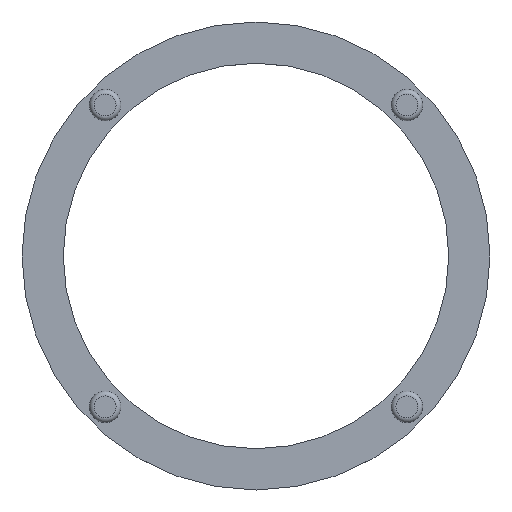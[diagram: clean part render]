
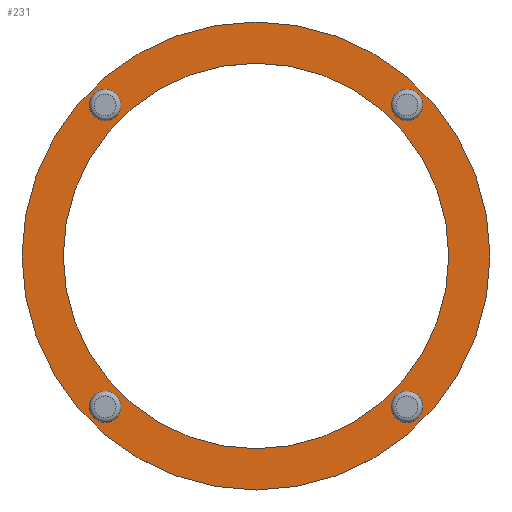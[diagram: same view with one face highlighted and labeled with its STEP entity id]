
A CAD part, top view. The second image highlights one B-rep face of the part: STEP entity #231.
In plain terms, the highlighted planar face has unit normal (0, 0, 1).
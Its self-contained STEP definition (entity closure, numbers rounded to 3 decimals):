
#16=FACE_BOUND('',#78,.T.);
#17=FACE_BOUND('',#79,.T.);
#18=FACE_BOUND('',#80,.T.);
#19=FACE_BOUND('',#81,.T.);
#20=FACE_BOUND('',#82,.T.);
#26=PLANE('',#284);
#60=FACE_OUTER_BOUND('',#77,.T.);
#77=EDGE_LOOP('',(#206));
#78=EDGE_LOOP('',(#207));
#79=EDGE_LOOP('',(#208));
#80=EDGE_LOOP('',(#209));
#81=EDGE_LOOP('',(#210));
#82=EDGE_LOOP('',(#211));
#86=CIRCLE('',#251,3.25);
#91=CIRCLE('',#259,3.25);
#96=CIRCLE('',#267,3.25);
#101=CIRCLE('',#275,3.25);
#103=CIRCLE('',#279,39.75);
#105=CIRCLE('',#282,48.25);
#108=VERTEX_POINT('',#379);
#112=VERTEX_POINT('',#392);
#116=VERTEX_POINT('',#405);
#120=VERTEX_POINT('',#418);
#122=VERTEX_POINT('',#425);
#124=VERTEX_POINT('',#431);
#129=EDGE_CURVE('',#108,#108,#86,.T.);
#135=EDGE_CURVE('',#112,#112,#91,.T.);
#141=EDGE_CURVE('',#116,#116,#96,.T.);
#147=EDGE_CURVE('',#120,#120,#101,.T.);
#150=EDGE_CURVE('',#122,#122,#103,.T.);
#153=EDGE_CURVE('',#124,#124,#105,.T.);
#206=ORIENTED_EDGE('',*,*,#153,.T.);
#207=ORIENTED_EDGE('',*,*,#129,.T.);
#208=ORIENTED_EDGE('',*,*,#147,.T.);
#209=ORIENTED_EDGE('',*,*,#135,.T.);
#210=ORIENTED_EDGE('',*,*,#141,.T.);
#211=ORIENTED_EDGE('',*,*,#150,.T.);
#231=ADVANCED_FACE('',(#60,#16,#17,#18,#19,#20),#26,.F.);
#251=AXIS2_PLACEMENT_3D('',#381,#298,#299);
#259=AXIS2_PLACEMENT_3D('',#394,#315,#316);
#267=AXIS2_PLACEMENT_3D('',#407,#332,#333);
#275=AXIS2_PLACEMENT_3D('',#420,#349,#350);
#279=AXIS2_PLACEMENT_3D('',#427,#358,#359);
#282=AXIS2_PLACEMENT_3D('',#433,#365,#366);
#284=AXIS2_PLACEMENT_3D('',#435,#369,#370);
#298=DIRECTION('center_axis',(0.,0.,-1.));
#299=DIRECTION('ref_axis',(1.,0.,0.));
#315=DIRECTION('center_axis',(0.,0.,-1.));
#316=DIRECTION('ref_axis',(0.,1.,0.));
#332=DIRECTION('center_axis',(0.,0.,-1.));
#333=DIRECTION('ref_axis',(0.,-1.,0.));
#349=DIRECTION('center_axis',(0.,0.,-1.));
#350=DIRECTION('ref_axis',(-1.,0.,0.));
#358=DIRECTION('center_axis',(0.,0.,-1.));
#359=DIRECTION('ref_axis',(1.,0.,0.));
#365=DIRECTION('center_axis',(0.,0.,1.));
#366=DIRECTION('ref_axis',(1.,0.,0.));
#369=DIRECTION('center_axis',(0.,0.,-1.));
#370=DIRECTION('ref_axis',(-1.,0.,0.));
#379=CARTESIAN_POINT('',(-34.363,31.113,-5.1));
#381=CARTESIAN_POINT('Origin',(-31.113,31.113,-5.1));
#392=CARTESIAN_POINT('',(-31.113,-34.363,-5.1));
#394=CARTESIAN_POINT('Origin',(-31.113,-31.113,-5.1));
#405=CARTESIAN_POINT('',(31.113,34.363,-5.1));
#407=CARTESIAN_POINT('Origin',(31.113,31.113,-5.1));
#418=CARTESIAN_POINT('',(34.363,-31.113,-5.1));
#420=CARTESIAN_POINT('Origin',(31.113,-31.113,-5.1));
#425=CARTESIAN_POINT('',(-39.75,0.,-5.1));
#427=CARTESIAN_POINT('Origin',(0.,0.,-5.1));
#431=CARTESIAN_POINT('',(-48.25,0.,-5.1));
#433=CARTESIAN_POINT('Origin',(0.,0.,-5.1));
#435=CARTESIAN_POINT('Origin',(0.,0.,-5.1));
